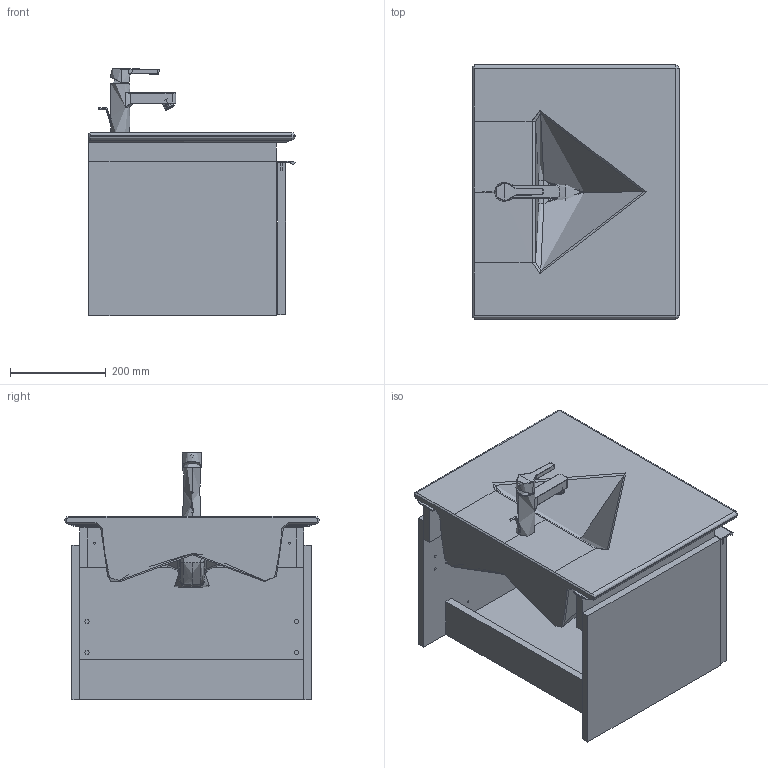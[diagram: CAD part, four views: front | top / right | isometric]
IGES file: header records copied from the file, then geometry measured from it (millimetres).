
Global section: file name: No Iges File Name specified; native system: Autodesk Inventor 2011; preprocessor: AutoDesk Inventor Iges Exporter R2011; author: Administrator; date: 20110518.174154; units: millimetre
Bounding box: 430.43 x 530.53 x 515.44 mm (x, y, z)
Volume: 18052166.5 mm3
Topology: 15 solids, 15 shells, 987 faces, 4321 edges, 3857 vertices
Faces by surface type: plane 484, revolution 280, bspline 179, cylinder 27, cone 7, torus 6, sphere 4
